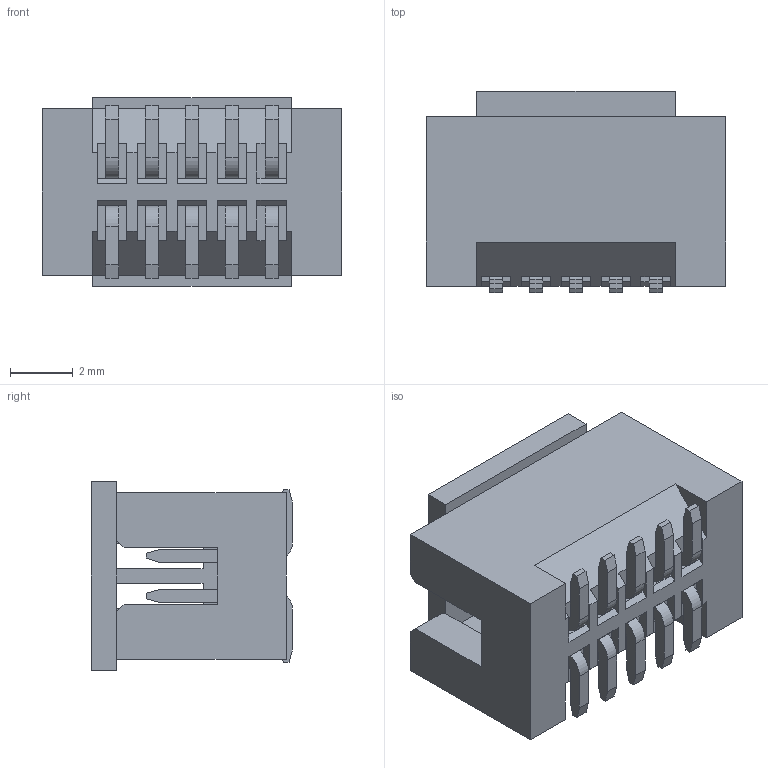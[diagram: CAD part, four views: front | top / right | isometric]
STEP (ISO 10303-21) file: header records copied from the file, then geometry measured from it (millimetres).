
FILE_DESCRIPTION( ( 'STEP AP214' ), '1' );
FILE_NAME( '20021221-00010C4LF.stp', '2019-08-21T00:12:04', ( '' ), ( '' ), ' ', 'PARTsolutions', ' ' );
FILE_SCHEMA( ( 'AUTOMOTIVE_DESIGN { 1 0 10303 214 1 1 1 1 }' ) );
Length unit declared in the file: millimetre
Products named in the file (4): 20021221-00010C4LF; _20021221-00010C4LF-b; _20021221-X0010XXLF-p; _20021221-X00XXTLF-c
Assembly tree (3 placements, depth 2):
  20021221-00010C4LF
    _20021221-00010C4LF-b
    _20021221-X0010XXLF-p
    _20021221-X00XXTLF-c
Bounding box: 9.53 x 6.4 x 6 mm (x, y, z)
Volume: 209.6 mm3; surface area: 669.7 mm2
Topology: 3 solids, 3 shells, 318 faces, 953 edges, 634 vertices
Faces by surface type: plane 290, cylinder 28
Entity records: 13195 total; most frequent: CARTESIAN_POINT 1909, ORIENTED_EDGE 1906, DIRECTION 1653, EDGE_CURVE 953, LINE 897, VECTOR 897, VERTEX_POINT 634, AXIS2_PLACEMENT_3D 378
